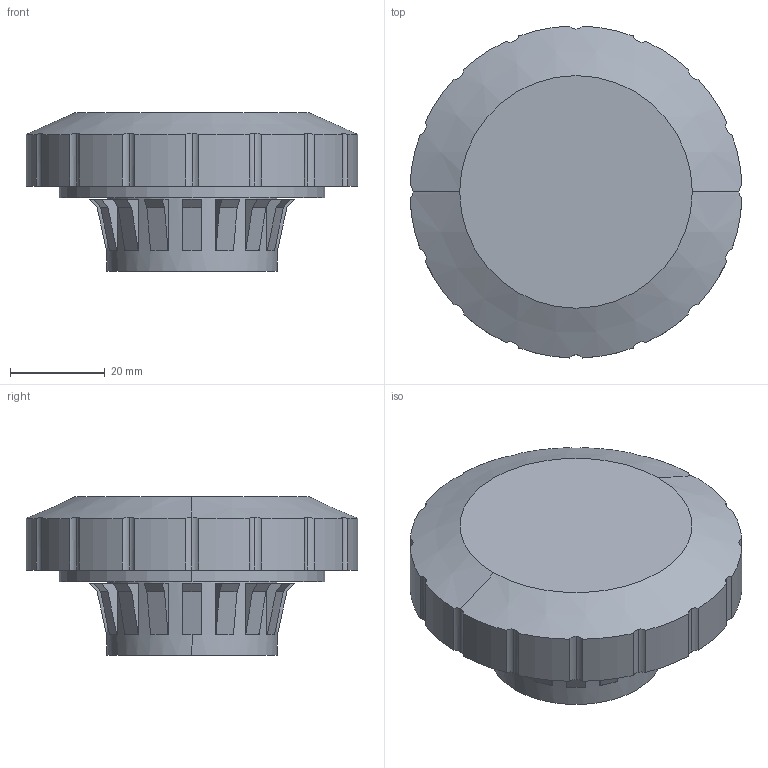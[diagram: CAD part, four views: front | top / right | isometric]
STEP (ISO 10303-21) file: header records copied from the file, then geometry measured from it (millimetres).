
FILE_DESCRIPTION (( 'STEP AP203' ), '1' );
FILE_NAME ('284200-00_Default.step', '2022-07-14T12:29:52', ( 'Windows User' ), ( '' ), 'SwSTEP 2.0', 'SolidWorks 2021', '' );
FILE_SCHEMA (( 'CONFIG_CONTROL_DESIGN' ));
Length unit declared in the file: inch
Products named in the file (1): 284200-00_Default
Bounding box: 69.94 x 69.94 x 33.5 mm (x, y, z)
Volume: 61494.2 mm3; surface area: 17271.8 mm2
Topology: 1 solids, 1 shells, 224 faces, 544 edges, 356 vertices
Faces by surface type: plane 134, cylinder 88, cone 2
Entity records: 6855 total; most frequent: CARTESIAN_POINT 1381, DIRECTION 1158, ORIENTED_EDGE 1088, EDGE_CURVE 544, AXIS2_PLACEMENT_3D 421, VERTEX_POINT 356, VECTOR 316, LINE 316
